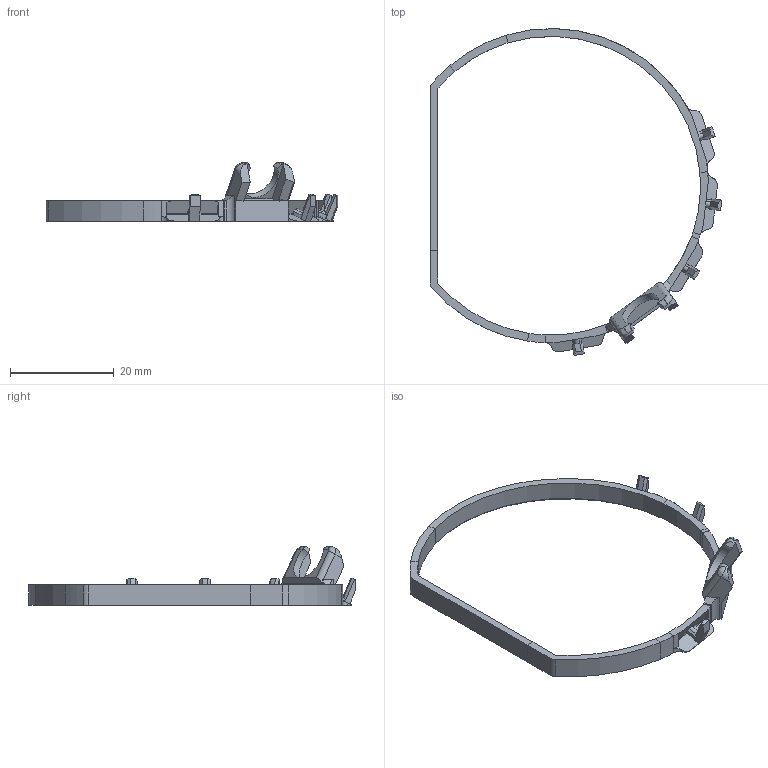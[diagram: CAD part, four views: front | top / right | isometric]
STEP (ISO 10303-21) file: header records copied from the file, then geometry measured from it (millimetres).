
FILE_DESCRIPTION(/* description */ (''),/* implementation_level */ '2;1');
FILE_NAME(/* name */ 'Index-EyetrackVRv4 v12.step',/* time_stamp */ '2023-10-19T09:45:27-04:00',/* author */ (''),/* organization */ (''),/* preprocessor_version */ 'ST-DEVELOPER v20',/* originating_system */ 'Autodesk Translation Framework v12.14.0.127',/* authorisation */ '');
FILE_SCHEMA (('AUTOMOTIVE_DESIGN { 1 0 10303 214 3 1 1 }'));
Length unit declared in the file: millimetre
Products named in the file (1): Index-EyetrackVRv4
Bounding box: 56.15 x 62.92 x 11.35 mm (x, y, z)
Volume: 1252.2 mm3; surface area: 2606.2 mm2
Topology: 10 solids, 10 shells, 217 faces, 573 edges, 376 vertices
Faces by surface type: plane 147, cylinder 49, bspline 11, cone 10
Entity records: 7603 total; most frequent: CARTESIAN_POINT 2196, ORIENTED_EDGE 1146, DIRECTION 1071, EDGE_CURVE 573, LINE 405, VECTOR 405, VERTEX_POINT 376, AXIS2_PLACEMENT_3D 333
